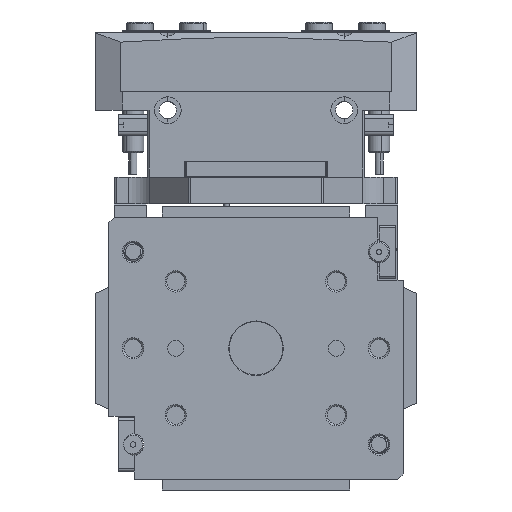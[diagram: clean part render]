
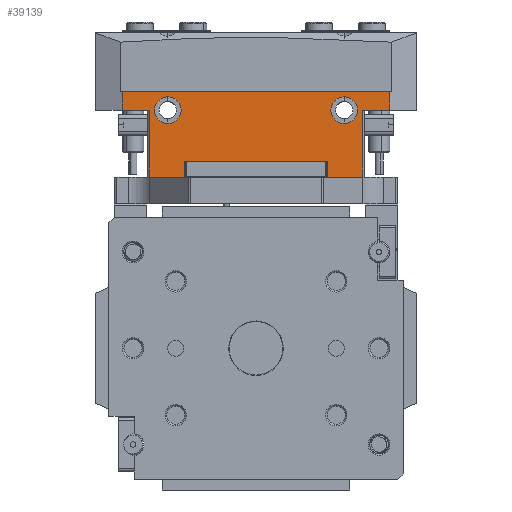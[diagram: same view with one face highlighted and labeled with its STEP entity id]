
A CAD part, front view. The second image highlights one B-rep face of the part: STEP entity #39139.
In plain terms, the highlighted face is planar.
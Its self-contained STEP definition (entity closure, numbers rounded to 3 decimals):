
#213 = VECTOR ( 'NONE', #61653, 1000. ) ;
#278 = DIRECTION ( 'NONE',  ( -1., 0., 0. ) ) ;
#919 = VECTOR ( 'NONE', #17519, 1000. ) ;
#1456 = VERTEX_POINT ( 'NONE', #4119 ) ;
#1577 = ORIENTED_EDGE ( 'NONE', *, *, #35328, .T. ) ;
#1757 = VERTEX_POINT ( 'NONE', #65771 ) ;
#2240 = VERTEX_POINT ( 'NONE', #42662 ) ;
#2439 = ORIENTED_EDGE ( 'NONE', *, *, #79023, .F. ) ;
#2481 = VERTEX_POINT ( 'NONE', #76200 ) ;
#3353 = VECTOR ( 'NONE', #45833, 1000. ) ;
#4119 = CARTESIAN_POINT ( 'NONE',  ( 28., -7.5, -25. ) ) ;
#4284 = ORIENTED_EDGE ( 'NONE', *, *, #45110, .F. ) ;
#4685 = VECTOR ( 'NONE', #62213, 1000. ) ;
#4781 = DIRECTION ( 'NONE',  ( 1., 0., 0. ) ) ;
#4847 = CARTESIAN_POINT ( 'NONE',  ( -50., -0.5, -25. ) ) ;
#5023 = CARTESIAN_POINT ( 'NONE',  ( 38., -7.5, -25. ) ) ;
#5563 = CARTESIAN_POINT ( 'NONE',  ( -38., -7.5, -25. ) ) ;
#5865 = ORIENTED_EDGE ( 'NONE', *, *, #72217, .F. ) ;
#6077 = DIRECTION ( 'NONE',  ( 0., 0., -1. ) ) ;
#6153 = ORIENTED_EDGE ( 'NONE', *, *, #52143, .F. ) ;
#7411 = ORIENTED_EDGE ( 'NONE', *, *, #82745, .F. ) ;
#8300 = CARTESIAN_POINT ( 'NONE',  ( 33., -7.5, -25. ) ) ;
#9269 = EDGE_CURVE ( 'NONE', #20927, #1757, #25426, .T. ) ;
#10713 = CARTESIAN_POINT ( 'NONE',  ( 40., -32.5, -25. ) ) ;
#11069 = VECTOR ( 'NONE', #73232, 1000. ) ;
#12194 = VERTEX_POINT ( 'NONE', #77652 ) ;
#13256 = FACE_BOUND ( 'NONE', #32605, .T. ) ;
#13561 = CARTESIAN_POINT ( 'NONE',  ( 33., -7.5, -25. ) ) ;
#16066 = EDGE_CURVE ( 'NONE', #82917, #33959, #74143, .T. ) ;
#17079 = VERTEX_POINT ( 'NONE', #5023 ) ;
#17408 = CARTESIAN_POINT ( 'NONE',  ( 64.799, -0.5, -25. ) ) ;
#17519 = DIRECTION ( 'NONE',  ( 1., 0., 0. ) ) ;
#18448 = VERTEX_POINT ( 'NONE', #67971 ) ;
#19184 = DIRECTION ( 'NONE',  ( 1., 0., 0. ) ) ;
#19202 = VERTEX_POINT ( 'NONE', #32838 ) ;
#19809 = CARTESIAN_POINT ( 'NONE',  ( -50., 0., -25. ) ) ;
#20927 = VERTEX_POINT ( 'NONE', #47988 ) ;
#21033 = CARTESIAN_POINT ( 'NONE',  ( 26.65, 0., -25. ) ) ;
#21860 = DIRECTION ( 'NONE',  ( 1., 0., 0. ) ) ;
#22274 = ORIENTED_EDGE ( 'NONE', *, *, #9269, .T. ) ;
#22606 = DIRECTION ( 'NONE',  ( 0., 0., -1. ) ) ;
#25426 = LINE ( 'NONE', #73946, #213 ) ;
#25831 = DIRECTION ( 'NONE',  ( 0., 0., -1. ) ) ;
#26783 = CARTESIAN_POINT ( 'NONE',  ( 40.5, -32.5, -25. ) ) ;
#26896 = VECTOR ( 'NONE', #41840, 1000. ) ;
#27224 = FACE_OUTER_BOUND ( 'NONE', #64196, .T. ) ;
#27375 = DIRECTION ( 'NONE',  ( 0., 0., 1. ) ) ;
#27947 = LINE ( 'NONE', #21033, #56953 ) ;
#28118 = VERTEX_POINT ( 'NONE', #4847 ) ;
#28595 = ORIENTED_EDGE ( 'NONE', *, *, #31641, .F. ) ;
#28872 = LINE ( 'NONE', #41191, #56911 ) ;
#28888 = AXIS2_PLACEMENT_3D ( 'NONE', #73277, #22606, #40830 ) ;
#30676 = CARTESIAN_POINT ( 'NONE',  ( 40.5, -32.5, -25. ) ) ;
#30759 = AXIS2_PLACEMENT_3D ( 'NONE', #8300, #27375, #78359 ) ;
#31373 = EDGE_CURVE ( 'NONE', #2240, #2481, #45000, .T. ) ;
#31641 = EDGE_CURVE ( 'NONE', #20927, #82917, #27947, .T. ) ;
#31724 = VERTEX_POINT ( 'NONE', #54902 ) ;
#32117 = CIRCLE ( 'NONE', #30759, 5. ) ;
#32605 = EDGE_LOOP ( 'NONE', ( #44723, #5865 ) ) ;
#32838 = CARTESIAN_POINT ( 'NONE',  ( -26.65, -32.5, -25. ) ) ;
#33959 = VERTEX_POINT ( 'NONE', #42299 ) ;
#34384 = VERTEX_POINT ( 'NONE', #5563 ) ;
#35328 = EDGE_CURVE ( 'NONE', #18448, #33959, #73521, .T. ) ;
#36126 = CIRCLE ( 'NONE', #28888, 5. ) ;
#37966 = VERTEX_POINT ( 'NONE', #66754 ) ;
#38089 = VERTEX_POINT ( 'NONE', #69062 ) ;
#39139 = ADVANCED_FACE ( 'NONE', ( #27224, #13256, #57298 ), #82899, .T. ) ;
#40329 = ORIENTED_EDGE ( 'NONE', *, *, #31373, .T. ) ;
#40486 = EDGE_CURVE ( 'NONE', #34384, #31724, #36126, .T. ) ;
#40674 = DIRECTION ( 'NONE',  ( 0., -1., 0. ) ) ;
#40830 = DIRECTION ( 'NONE',  ( -1., 0., 0. ) ) ;
#41063 = ORIENTED_EDGE ( 'NONE', *, *, #59875, .T. ) ;
#41191 = CARTESIAN_POINT ( 'NONE',  ( 60., -7.5, -25. ) ) ;
#41693 = EDGE_LOOP ( 'NONE', ( #41063, #59622 ) ) ;
#41840 = DIRECTION ( 'NONE',  ( 0., 1., 0. ) ) ;
#42016 = AXIS2_PLACEMENT_3D ( 'NONE', #13561, #44683, #19184 ) ;
#42136 = LINE ( 'NONE', #75113, #81214 ) ;
#42261 = AXIS2_PLACEMENT_3D ( 'NONE', #64387, #6077, #83161 ) ;
#42299 = CARTESIAN_POINT ( 'NONE',  ( 40., -32.5, -25. ) ) ;
#42449 = CIRCLE ( 'NONE', #42016, 5. ) ;
#42662 = CARTESIAN_POINT ( 'NONE',  ( -40., -32.5, -25. ) ) ;
#43203 = DIRECTION ( 'NONE',  ( 0., 1., 0. ) ) ;
#43746 = CARTESIAN_POINT ( 'NONE',  ( -40.5, -7.5, -25. ) ) ;
#44608 = DIRECTION ( 'NONE',  ( 0., -1., 0. ) ) ;
#44683 = DIRECTION ( 'NONE',  ( 0., 0., 1. ) ) ;
#44723 = ORIENTED_EDGE ( 'NONE', *, *, #40486, .F. ) ;
#45000 = LINE ( 'NONE', #77987, #26896 ) ;
#45110 = EDGE_CURVE ( 'NONE', #38089, #2481, #52600, .T. ) ;
#45833 = DIRECTION ( 'NONE',  ( 0., -1., 0. ) ) ;
#47616 = VECTOR ( 'NONE', #4781, 1000. ) ;
#47975 = EDGE_CURVE ( 'NONE', #17079, #1456, #42449, .T. ) ;
#47988 = CARTESIAN_POINT ( 'NONE',  ( 26.65, -26.5, -25. ) ) ;
#50274 = EDGE_CURVE ( 'NONE', #19202, #1757, #42136, .T. ) ;
#51113 = VECTOR ( 'NONE', #51758, 1000. ) ;
#51758 = DIRECTION ( 'NONE',  ( 1., 0., 0. ) ) ;
#52143 = EDGE_CURVE ( 'NONE', #18448, #12194, #28872, .T. ) ;
#52385 = ORIENTED_EDGE ( 'NONE', *, *, #50274, .F. ) ;
#52600 = LINE ( 'NONE', #43746, #47616 ) ;
#54902 = CARTESIAN_POINT ( 'NONE',  ( -28., -7.5, -25. ) ) ;
#56911 = VECTOR ( 'NONE', #21860, 1000. ) ;
#56953 = VECTOR ( 'NONE', #40674, 1000. ) ;
#57144 = ORIENTED_EDGE ( 'NONE', *, *, #82560, .T. ) ;
#57298 = FACE_BOUND ( 'NONE', #41693, .T. ) ;
#58092 = CARTESIAN_POINT ( 'NONE',  ( 26.65, -32.5, -25. ) ) ;
#58581 = CIRCLE ( 'NONE', #72511, 5. ) ;
#59622 = ORIENTED_EDGE ( 'NONE', *, *, #47975, .T. ) ;
#59875 = EDGE_CURVE ( 'NONE', #1456, #17079, #32117, .T. ) ;
#61653 = DIRECTION ( 'NONE',  ( -1., 0., 0. ) ) ;
#61718 = ORIENTED_EDGE ( 'NONE', *, *, #16066, .F. ) ;
#62213 = DIRECTION ( 'NONE',  ( -1., 0., 0. ) ) ;
#64196 = EDGE_LOOP ( 'NONE', ( #6153, #1577, #61718, #28595, #22274, #52385, #7411, #40329, #4284, #2439, #68887, #57144 ) ) ;
#64225 = CARTESIAN_POINT ( 'NONE',  ( -33., -7.5, -25. ) ) ;
#64387 = CARTESIAN_POINT ( 'NONE',  ( 0., 0., -25. ) ) ;
#65771 = CARTESIAN_POINT ( 'NONE',  ( -26.65, -26.5, -25. ) ) ;
#66003 = CARTESIAN_POINT ( 'NONE',  ( 50., 0., -25. ) ) ;
#66571 = VECTOR ( 'NONE', #44608, 1000. ) ;
#66754 = CARTESIAN_POINT ( 'NONE',  ( 50., -0.5, -25. ) ) ;
#67971 = CARTESIAN_POINT ( 'NONE',  ( 40., -7.5, -25. ) ) ;
#68886 = LINE ( 'NONE', #17408, #4685 ) ;
#68887 = ORIENTED_EDGE ( 'NONE', *, *, #73562, .F. ) ;
#69062 = CARTESIAN_POINT ( 'NONE',  ( -50., -7.5, -25. ) ) ;
#71217 = LINE ( 'NONE', #66003, #11069 ) ;
#71558 = LINE ( 'NONE', #19809, #3353 ) ;
#72217 = EDGE_CURVE ( 'NONE', #31724, #34384, #58581, .T. ) ;
#72511 = AXIS2_PLACEMENT_3D ( 'NONE', #64225, #25831, #278 ) ;
#73232 = DIRECTION ( 'NONE',  ( 0., -1., 0. ) ) ;
#73277 = CARTESIAN_POINT ( 'NONE',  ( -33., -7.5, -25. ) ) ;
#73521 = LINE ( 'NONE', #10713, #66571 ) ;
#73562 = EDGE_CURVE ( 'NONE', #37966, #28118, #68886, .T. ) ;
#73946 = CARTESIAN_POINT ( 'NONE',  ( 0., -26.5, -25. ) ) ;
#74143 = LINE ( 'NONE', #26783, #51113 ) ;
#75113 = CARTESIAN_POINT ( 'NONE',  ( -26.65, 0., -25. ) ) ;
#76200 = CARTESIAN_POINT ( 'NONE',  ( -40., -7.5, -25. ) ) ;
#77652 = CARTESIAN_POINT ( 'NONE',  ( 50., -7.5, -25. ) ) ;
#77987 = CARTESIAN_POINT ( 'NONE',  ( -40., -7.5, -25. ) ) ;
#78359 = DIRECTION ( 'NONE',  ( 1., 0., 0. ) ) ;
#79023 = EDGE_CURVE ( 'NONE', #28118, #38089, #71558, .T. ) ;
#81214 = VECTOR ( 'NONE', #43203, 1000. ) ;
#81289 = LINE ( 'NONE', #30676, #919 ) ;
#82560 = EDGE_CURVE ( 'NONE', #37966, #12194, #71217, .T. ) ;
#82745 = EDGE_CURVE ( 'NONE', #2240, #19202, #81289, .T. ) ;
#82899 = PLANE ( 'NONE',  #42261 ) ;
#82917 = VERTEX_POINT ( 'NONE', #58092 ) ;
#83161 = DIRECTION ( 'NONE',  ( -1., 0., 0. ) ) ;
